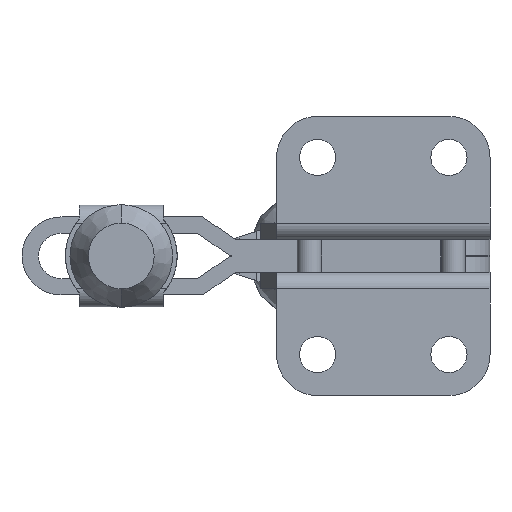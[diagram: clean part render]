
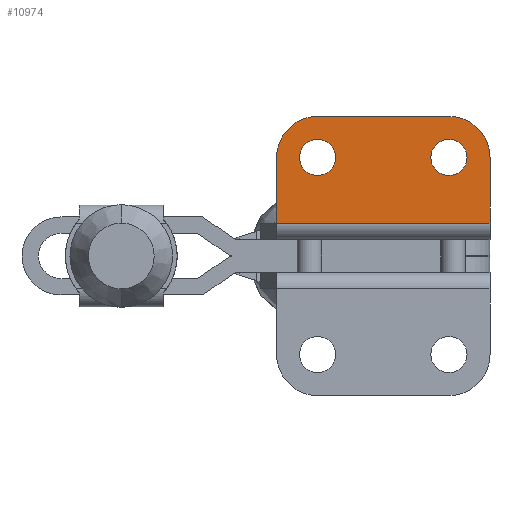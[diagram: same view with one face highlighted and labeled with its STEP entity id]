
A CAD part, front view. The second image highlights one B-rep face of the part: STEP entity #10974.
In plain terms, the highlighted planar face has unit normal (0, -1, 0).
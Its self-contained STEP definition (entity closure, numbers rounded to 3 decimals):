
#19 = AXIS2_PLACEMENT_3D ( 'NONE', #2157, #9219, #3176 ) ;
#47 = CARTESIAN_POINT ( 'NONE',  ( -26., 0., 2. ) ) ;
#99 = ORIENTED_EDGE ( 'NONE', *, *, #7749, .F. ) ;
#137 = ORIENTED_EDGE ( 'NONE', *, *, #1312, .F. ) ;
#230 = CIRCLE ( 'NONE', #10533, 2.2 ) ;
#290 = EDGE_CURVE ( 'NONE', #7705, #4768, #11975, .T. ) ;
#329 = DIRECTION ( 'NONE',  ( 0., 0., -1. ) ) ;
#528 = DIRECTION ( 'NONE',  ( 0., 0., -1. ) ) ;
#835 = DIRECTION ( 'NONE',  ( 0., 0., -1. ) ) ;
#1292 = ORIENTED_EDGE ( 'NONE', *, *, #290, .F. ) ;
#1312 = EDGE_CURVE ( 'NONE', #8929, #7705, #10888, .T. ) ;
#1395 = DIRECTION ( 'NONE',  ( 0., 0., 1. ) ) ;
#1447 = VERTEX_POINT ( 'NONE', #9237 ) ;
#2022 = CARTESIAN_POINT ( 'NONE',  ( -26., 0., 8.5 ) ) ;
#2157 = CARTESIAN_POINT ( 'NONE',  ( -21., 0., 10. ) ) ;
#2515 = CARTESIAN_POINT ( 'NONE',  ( 0., 0., 2. ) ) ;
#2521 = CARTESIAN_POINT ( 'NONE',  ( -5., 0., 12.2 ) ) ;
#2574 = FACE_OUTER_BOUND ( 'NONE', #10823, .T. ) ;
#2667 = AXIS2_PLACEMENT_3D ( 'NONE', #3480, #10553, #4484 ) ;
#2717 = CARTESIAN_POINT ( 'NONE',  ( 0., 0., 8.5 ) ) ;
#2759 = DIRECTION ( 'NONE',  ( -1., 0., 0. ) ) ;
#2817 = VECTOR ( 'NONE', #9558, 1000. ) ;
#2947 = CARTESIAN_POINT ( 'NONE',  ( -26., 0., 10. ) ) ;
#3044 = VERTEX_POINT ( 'NONE', #47 ) ;
#3176 = DIRECTION ( 'NONE',  ( 0., 0., -1. ) ) ;
#3199 = ORIENTED_EDGE ( 'NONE', *, *, #6259, .F. ) ;
#3419 = CARTESIAN_POINT ( 'NONE',  ( -5., 0., 10. ) ) ;
#3480 = CARTESIAN_POINT ( 'NONE',  ( -5., 0., 10. ) ) ;
#3550 = ORIENTED_EDGE ( 'NONE', *, *, #9681, .F. ) ;
#3665 = CIRCLE ( 'NONE', #8879, 5. ) ;
#3778 = ORIENTED_EDGE ( 'NONE', *, *, #8851, .F. ) ;
#3900 = EDGE_CURVE ( 'NONE', #4768, #7320, #11229, .T. ) ;
#3944 = CARTESIAN_POINT ( 'NONE',  ( -21., 0., 12.2 ) ) ;
#4324 = AXIS2_PLACEMENT_3D ( 'NONE', #12587, #6572, #528 ) ;
#4425 = DIRECTION ( 'NONE',  ( 0., 0., -1. ) ) ;
#4484 = DIRECTION ( 'NONE',  ( 0., 0., -1. ) ) ;
#4548 = EDGE_CURVE ( 'NONE', #8950, #6424, #12819, .T. ) ;
#4768 = VERTEX_POINT ( 'NONE', #6557 ) ;
#5133 = AXIS2_PLACEMENT_3D ( 'NONE', #9415, #7461, #1395 ) ;
#5649 = ORIENTED_EDGE ( 'NONE', *, *, #4548, .F. ) ;
#5794 = DIRECTION ( 'NONE',  ( 0., 0., -1. ) ) ;
#5798 = CARTESIAN_POINT ( 'NONE',  ( -21., 0., 7.8 ) ) ;
#5936 = VECTOR ( 'NONE', #7080, 1000. ) ;
#5961 = CARTESIAN_POINT ( 'NONE',  ( -21., 0., 15. ) ) ;
#6259 = EDGE_CURVE ( 'NONE', #6424, #8950, #6783, .T. ) ;
#6366 = DIRECTION ( 'NONE',  ( 0., 1., 0. ) ) ;
#6424 = VERTEX_POINT ( 'NONE', #5798 ) ;
#6557 = CARTESIAN_POINT ( 'NONE',  ( 0., 0., 10. ) ) ;
#6572 = DIRECTION ( 'NONE',  ( 0., -1., 0. ) ) ;
#6679 = VECTOR ( 'NONE', #2759, 1000. ) ;
#6783 = CIRCLE ( 'NONE', #4324, 2.2 ) ;
#6884 = DIRECTION ( 'NONE',  ( 0., -1., 0. ) ) ;
#7080 = DIRECTION ( 'NONE',  ( 0., 0., 1. ) ) ;
#7320 = VERTEX_POINT ( 'NONE', #2515 ) ;
#7461 = DIRECTION ( 'NONE',  ( 0., 1., 0. ) ) ;
#7647 = FACE_BOUND ( 'NONE', #8421, .T. ) ;
#7705 = VERTEX_POINT ( 'NONE', #8274 ) ;
#7749 = EDGE_CURVE ( 'NONE', #12502, #1447, #10049, .T. ) ;
#8245 = VECTOR ( 'NONE', #5794, 1000. ) ;
#8274 = CARTESIAN_POINT ( 'NONE',  ( -5., 0., 15. ) ) ;
#8317 = ORIENTED_EDGE ( 'NONE', *, *, #11509, .F. ) ;
#8417 = VERTEX_POINT ( 'NONE', #2947 ) ;
#8421 = EDGE_LOOP ( 'NONE', ( #3199, #5649 ) ) ;
#8851 = EDGE_CURVE ( 'NONE', #1447, #12502, #230, .T. ) ;
#8879 = AXIS2_PLACEMENT_3D ( 'NONE', #12382, #6366, #329 ) ;
#8929 = VERTEX_POINT ( 'NONE', #5961 ) ;
#8950 = VERTEX_POINT ( 'NONE', #3944 ) ;
#9219 = DIRECTION ( 'NONE',  ( 0., -1., 0. ) ) ;
#9237 = CARTESIAN_POINT ( 'NONE',  ( -5., 0., 7.8 ) ) ;
#9415 = CARTESIAN_POINT ( 'NONE',  ( -26., 0., 2. ) ) ;
#9479 = ORIENTED_EDGE ( 'NONE', *, *, #12030, .F. ) ;
#9558 = DIRECTION ( 'NONE',  ( 1., 0., 0. ) ) ;
#9681 = EDGE_CURVE ( 'NONE', #3044, #8417, #11910, .T. ) ;
#9827 = CARTESIAN_POINT ( 'NONE',  ( -13., 0., 2. ) ) ;
#10049 = CIRCLE ( 'NONE', #12156, 2.2 ) ;
#10306 = FACE_BOUND ( 'NONE', #11866, .T. ) ;
#10447 = PLANE ( 'NONE',  #5133 ) ;
#10490 = DIRECTION ( 'NONE',  ( 0., -1., 0. ) ) ;
#10533 = AXIS2_PLACEMENT_3D ( 'NONE', #12900, #6884, #835 ) ;
#10553 = DIRECTION ( 'NONE',  ( 0., 1., 0. ) ) ;
#10823 = EDGE_LOOP ( 'NONE', ( #8317, #11265, #1292, #137, #9479, #3550 ) ) ;
#10888 = LINE ( 'NONE', #11582, #2817 ) ;
#10974 = ADVANCED_FACE ( 'NONE', ( #7647, #10306, #2574 ), #10447, .F. ) ;
#11229 = LINE ( 'NONE', #2717, #8245 ) ;
#11265 = ORIENTED_EDGE ( 'NONE', *, *, #3900, .F. ) ;
#11509 = EDGE_CURVE ( 'NONE', #7320, #3044, #11716, .T. ) ;
#11582 = CARTESIAN_POINT ( 'NONE',  ( -13., 0., 15. ) ) ;
#11716 = LINE ( 'NONE', #9827, #6679 ) ;
#11866 = EDGE_LOOP ( 'NONE', ( #3778, #99 ) ) ;
#11910 = LINE ( 'NONE', #2022, #5936 ) ;
#11975 = CIRCLE ( 'NONE', #2667, 5. ) ;
#12030 = EDGE_CURVE ( 'NONE', #8417, #8929, #3665, .T. ) ;
#12156 = AXIS2_PLACEMENT_3D ( 'NONE', #3419, #10490, #4425 ) ;
#12382 = CARTESIAN_POINT ( 'NONE',  ( -21., 0., 10. ) ) ;
#12502 = VERTEX_POINT ( 'NONE', #2521 ) ;
#12587 = CARTESIAN_POINT ( 'NONE',  ( -21., 0., 10. ) ) ;
#12819 = CIRCLE ( 'NONE', #19, 2.2 ) ;
#12900 = CARTESIAN_POINT ( 'NONE',  ( -5., 0., 10. ) ) ;
